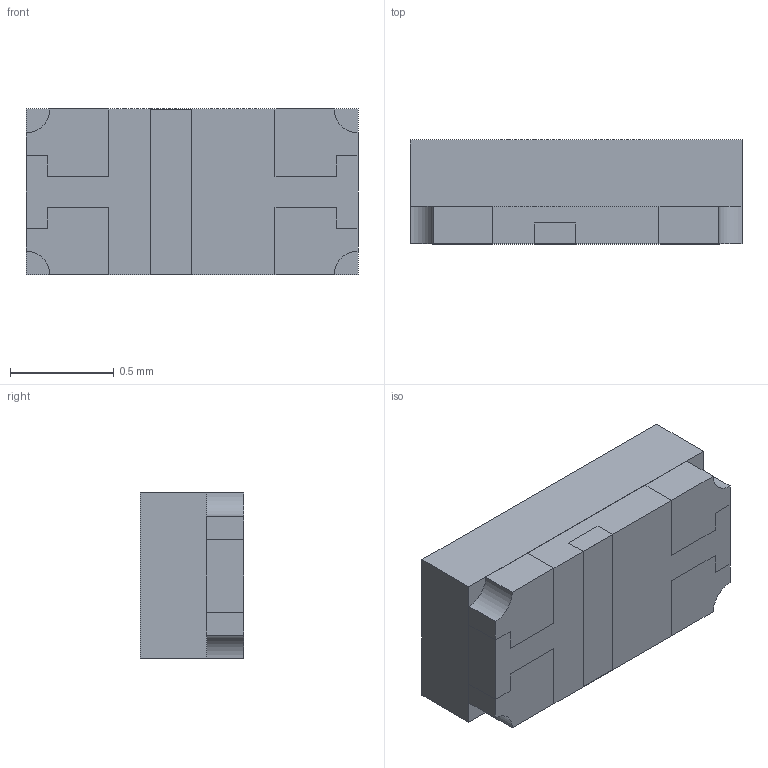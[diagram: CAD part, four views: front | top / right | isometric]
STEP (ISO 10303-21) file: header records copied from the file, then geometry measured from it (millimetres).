
FILE_DESCRIPTION (( 'STEP AP214' ), '1' );
FILE_NAME ('APHF1608SEEQBDZGKC.STEP', '2023-10-24T06:13:03', ( '' ), ( '' ), 'SwSTEP 2.0', 'SolidWorks 2021', '' );
FILE_SCHEMA (( 'AUTOMOTIVE_DESIGN' ));
Length unit declared in the file: millimetre
Products named in the file (1): APHF1608SEEQBDZGKC
Bounding box: 1.6 x 0.5 x 0.8 mm (x, y, z)
Volume: 0.6 mm3; surface area: 9.3 mm2
Topology: 7 solids, 7 shells, 75 faces, 180 edges, 120 vertices
Faces by surface type: plane 71, cylinder 4
Entity records: 2252 total; most frequent: CARTESIAN_POINT 376, ORIENTED_EDGE 360, DIRECTION 340, EDGE_CURVE 180, VECTOR 172, LINE 172, VERTEX_POINT 120, AXIS2_PLACEMENT_3D 84
